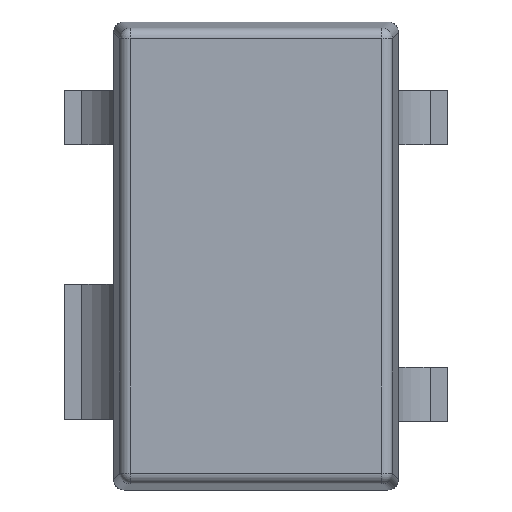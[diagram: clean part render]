
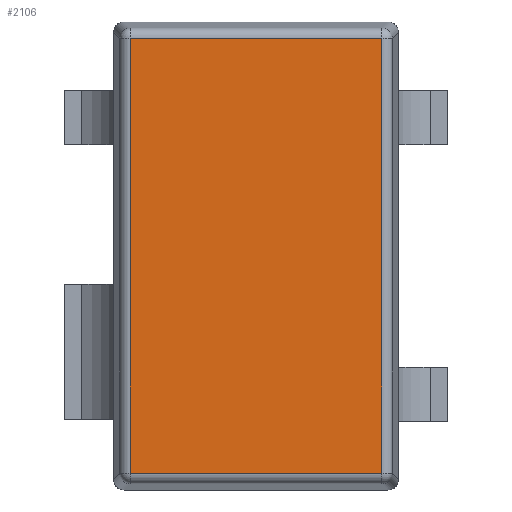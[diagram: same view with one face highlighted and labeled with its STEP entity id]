
A CAD part, top view. The second image highlights one B-rep face of the part: STEP entity #2106.
In plain terms, the highlighted planar face has unit normal (0, 0, 1).
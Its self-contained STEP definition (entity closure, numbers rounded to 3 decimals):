
#1930 = VERTEX_POINT('',#1931);
#1931 = CARTESIAN_POINT('',(0.079,0.079,0.79
    ));
#1938 = EDGE_CURVE('',#1930,#1939,#1941,.T.);
#1939 = VERTEX_POINT('',#1940);
#1940 = CARTESIAN_POINT('',(0.079,2.121,0.79));
#1941 = LINE('',#1942,#1943);
#1942 = CARTESIAN_POINT('',(0.079,0.034,0.79
    ));
#1943 = VECTOR('',#1944,1.);
#1944 = DIRECTION('',(0.,1.,0.));
#1981 = VERTEX_POINT('',#1982);
#1982 = CARTESIAN_POINT('',(1.261,0.079,0.79));
#1989 = EDGE_CURVE('',#1930,#1981,#1990,.T.);
#1990 = LINE('',#1991,#1992);
#1991 = CARTESIAN_POINT('',(0.034,0.079,0.79
    ));
#1992 = VECTOR('',#1993,1.);
#1993 = DIRECTION('',(1.,0.,0.));
#2035 = EDGE_CURVE('',#1939,#2036,#2038,.T.);
#2036 = VERTEX_POINT('',#2037);
#2037 = CARTESIAN_POINT('',(1.261,2.121,0.79));
#2038 = LINE('',#2039,#2040);
#2039 = CARTESIAN_POINT('',(0.034,2.121,0.79));
#2040 = VECTOR('',#2041,1.);
#2041 = DIRECTION('',(1.,0.,0.));
#2066 = EDGE_CURVE('',#1981,#2036,#2067,.T.);
#2067 = LINE('',#2068,#2069);
#2068 = CARTESIAN_POINT('',(1.261,0.034,0.79));
#2069 = VECTOR('',#2070,1.);
#2070 = DIRECTION('',(0.,1.,0.));
#2106 = ADVANCED_FACE('',(#2107),#2113,.T.);
#2107 = FACE_BOUND('',#2108,.T.);
#2108 = EDGE_LOOP('',(#2109,#2110,#2111,#2112));
#2109 = ORIENTED_EDGE('',*,*,#1938,.F.);
#2110 = ORIENTED_EDGE('',*,*,#1989,.T.);
#2111 = ORIENTED_EDGE('',*,*,#2066,.T.);
#2112 = ORIENTED_EDGE('',*,*,#2035,.F.);
#2113 = PLANE('',#2114);
#2114 = AXIS2_PLACEMENT_3D('',#2115,#2116,#2117);
#2115 = CARTESIAN_POINT('',(0.,0.,0.79));
#2116 = DIRECTION('',(0.,0.,1.));
#2117 = DIRECTION('',(1.,0.,0.));
